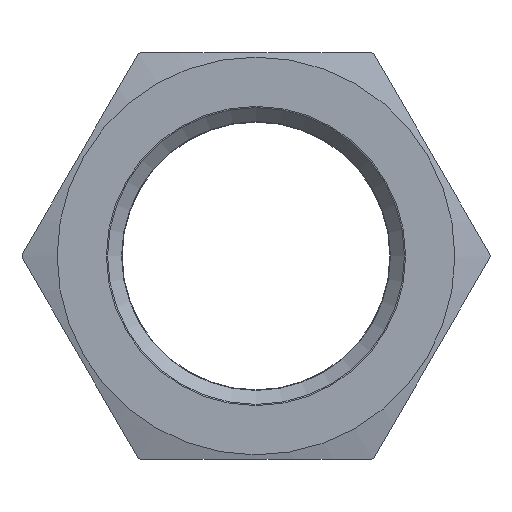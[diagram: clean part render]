
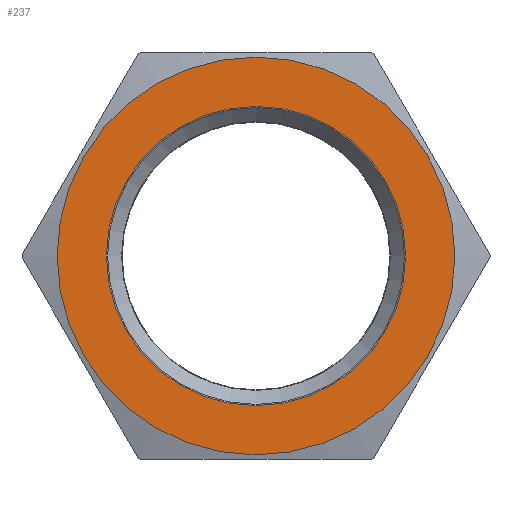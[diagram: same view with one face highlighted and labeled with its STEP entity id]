
A CAD part, left-side view. The second image highlights one B-rep face of the part: STEP entity #237.
In plain terms, the highlighted planar face has unit normal (-1, 0, 0).
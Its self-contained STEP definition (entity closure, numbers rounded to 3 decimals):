
#146=FACE_BOUND('',#313,.T.);
#147=FACE_BOUND('',#314,.T.);
#200=CIRCLE('',#650,22.5);
#201=CIRCLE('',#652,16.928);
#237=ADVANCED_FACE('',(#146,#147),#254,.F.);
#254=PLANE('',#653);
#313=EDGE_LOOP('',(#445));
#314=EDGE_LOOP('',(#446));
#445=ORIENTED_EDGE('',*,*,#562,.T.);
#446=ORIENTED_EDGE('',*,*,#561,.T.);
#501=VERTEX_POINT('',#1001);
#502=VERTEX_POINT('',#1004);
#561=EDGE_CURVE('',#501,#501,#200,.T.);
#562=EDGE_CURVE('',#502,#502,#201,.T.);
#650=AXIS2_PLACEMENT_3D('',#1000,#793,#794);
#652=AXIS2_PLACEMENT_3D('',#1003,#797,#798);
#653=AXIS2_PLACEMENT_3D('',#1005,#799,#800);
#793=DIRECTION('',(-1.,0.,0.));
#794=DIRECTION('',(0.,0.,1.));
#797=DIRECTION('',(1.,0.,0.));
#798=DIRECTION('',(0.,0.,-1.));
#799=DIRECTION('',(1.,0.,0.));
#800=DIRECTION('',(0.,0.,-1.));
#1000=CARTESIAN_POINT('',(0.,0.,0.));
#1001=CARTESIAN_POINT('',(0.,0.,22.5));
#1003=CARTESIAN_POINT('',(0.,0.,0.));
#1004=CARTESIAN_POINT('',(0.,0.,-16.928));
#1005=CARTESIAN_POINT('',(0.,0.,0.));
